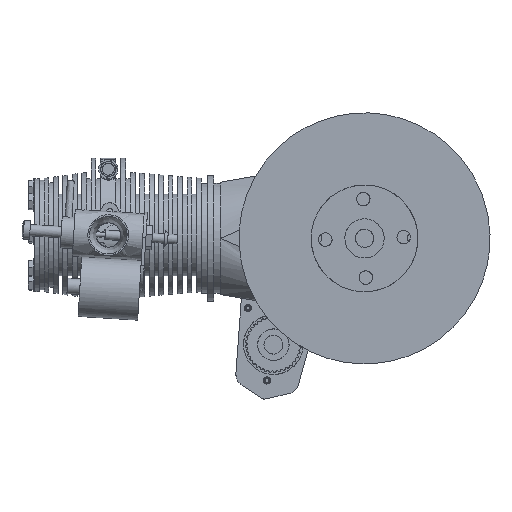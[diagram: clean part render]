
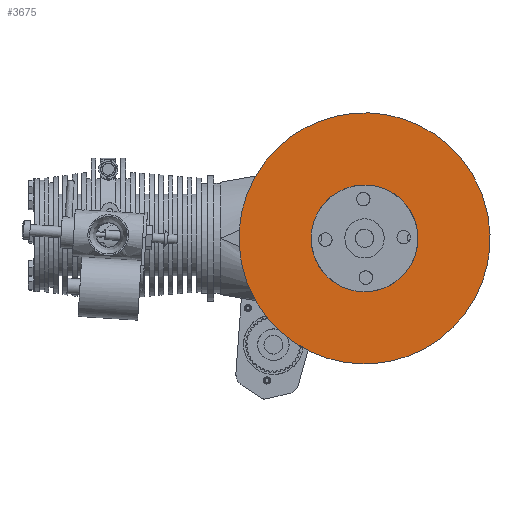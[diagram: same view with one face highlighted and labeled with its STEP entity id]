
A CAD part, left-side view. The second image highlights one B-rep face of the part: STEP entity #3675.
In plain terms, the highlighted free-form (B-spline) face has degree [1, 1] with [2, 2] control points.
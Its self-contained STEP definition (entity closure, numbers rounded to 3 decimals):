
#3534 = VERTEX_POINT('',#3535);
#3535 = CARTESIAN_POINT('',(-67.236,-5.855,
    -0.534));
#3540 = EDGE_CURVE('',#3541,#3534,#3543,.T.);
#3541 = VERTEX_POINT('',#3542);
#3542 = CARTESIAN_POINT('',(-67.236,-38.969,
    0.534));
#3543 = ( BOUNDED_CURVE() B_SPLINE_CURVE(2,(#3544,#3545,#3546,#3547,
#3548),.UNSPECIFIED.,.F.,.F.) B_SPLINE_CURVE_WITH_KNOTS((3,2,3),(0.,
1.571,3.142),.PIECEWISE_BEZIER_KNOTS.) CURVE() 
GEOMETRIC_REPRESENTATION_ITEM() RATIONAL_B_SPLINE_CURVE((1.,
0.707,1.,0.707,1.)) REPRESENTATION_ITEM('') );
#3544 = CARTESIAN_POINT('',(-67.236,-38.969,
    0.534));
#3545 = CARTESIAN_POINT('',(-67.236,-39.503,
    -16.022));
#3546 = CARTESIAN_POINT('',(-67.236,-22.947,
    -16.557));
#3547 = CARTESIAN_POINT('',(-67.236,-6.39,
    -17.091));
#3548 = CARTESIAN_POINT('',(-67.236,-5.855,
    -0.534));
#3550 = EDGE_CURVE('',#3534,#3541,#3551,.T.);
#3551 = ( BOUNDED_CURVE() B_SPLINE_CURVE(2,(#3552,#3553,#3554,#3555,
#3556),.UNSPECIFIED.,.F.,.F.) B_SPLINE_CURVE_WITH_KNOTS((3,2,3),(
    3.142,4.712,6.283),
.PIECEWISE_BEZIER_KNOTS.) CURVE() GEOMETRIC_REPRESENTATION_ITEM() 
RATIONAL_B_SPLINE_CURVE((1.,0.707,1.,0.707,1.)) 
REPRESENTATION_ITEM('') );
#3552 = CARTESIAN_POINT('',(-67.236,-5.855,
    -0.534));
#3553 = CARTESIAN_POINT('',(-67.236,-5.321,
    16.022));
#3554 = CARTESIAN_POINT('',(-67.236,-21.878,
    16.557));
#3555 = CARTESIAN_POINT('',(-67.236,-38.434,
    17.091));
#3556 = CARTESIAN_POINT('',(-67.236,-38.969,
    0.534));
#3611 = EDGE_CURVE('',#3612,#3614,#3616,.T.);
#3612 = VERTEX_POINT('',#3613);
#3613 = CARTESIAN_POINT('',(-67.236,16.545,
    -1.258));
#3614 = VERTEX_POINT('',#3615);
#3615 = CARTESIAN_POINT('',(-67.236,-61.369,
    1.258));
#3616 = ( BOUNDED_CURVE() B_SPLINE_CURVE(2,(#3617,#3618,#3619,#3620,
#3621),.UNSPECIFIED.,.F.,.F.) B_SPLINE_CURVE_WITH_KNOTS((3,2,3),(0.,
1.571,3.142),.PIECEWISE_BEZIER_KNOTS.) CURVE() 
GEOMETRIC_REPRESENTATION_ITEM() RATIONAL_B_SPLINE_CURVE((1.,
0.707,1.,0.707,1.)) REPRESENTATION_ITEM('') );
#3617 = CARTESIAN_POINT('',(-67.236,16.545,
    -1.258));
#3618 = CARTESIAN_POINT('',(-67.236,15.288,
    -40.215));
#3619 = CARTESIAN_POINT('',(-67.236,-23.67,
    -38.957));
#3620 = CARTESIAN_POINT('',(-67.236,-62.627,
    -37.7));
#3621 = CARTESIAN_POINT('',(-67.236,-61.369,
    1.258));
#3623 = EDGE_CURVE('',#3614,#3612,#3624,.T.);
#3624 = ( BOUNDED_CURVE() B_SPLINE_CURVE(2,(#3625,#3626,#3627,#3628,
#3629),.UNSPECIFIED.,.F.,.F.) B_SPLINE_CURVE_WITH_KNOTS((3,2,3),(
    3.142,4.712,6.283),
.PIECEWISE_BEZIER_KNOTS.) CURVE() GEOMETRIC_REPRESENTATION_ITEM() 
RATIONAL_B_SPLINE_CURVE((1.,0.707,1.,0.707,1.)) 
REPRESENTATION_ITEM('') );
#3625 = CARTESIAN_POINT('',(-67.236,-61.369,
    1.258));
#3626 = CARTESIAN_POINT('',(-67.236,-60.112,
    40.215));
#3627 = CARTESIAN_POINT('',(-67.236,-21.155,
    38.957));
#3628 = CARTESIAN_POINT('',(-67.236,17.803,
    37.7));
#3629 = CARTESIAN_POINT('',(-67.236,16.545,
    -1.258));
#3675 = ADVANCED_FACE('',(#3676,#3680),#3684,.T.);
#3676 = FACE_BOUND('',#3677,.T.);
#3677 = EDGE_LOOP('',(#3678,#3679));
#3678 = ORIENTED_EDGE('',*,*,#3611,.T.);
#3679 = ORIENTED_EDGE('',*,*,#3623,.T.);
#3680 = FACE_BOUND('',#3681,.T.);
#3681 = EDGE_LOOP('',(#3682,#3683));
#3682 = ORIENTED_EDGE('',*,*,#3540,.T.);
#3683 = ORIENTED_EDGE('',*,*,#3550,.T.);
#3684 = B_SPLINE_SURFACE_WITH_KNOTS('',1,1,(
    (#3685,#3686)
    ,(#3687,#3688
    )),.UNSPECIFIED.,.F.,.F.,.F.,(2,2),(2,2),(-40.,40.),(-40.,40.),
  .PIECEWISE_BEZIER_KNOTS.);
#3685 = CARTESIAN_POINT('',(-67.236,17.803,
    37.7));
#3686 = CARTESIAN_POINT('',(-67.236,-60.112,
    40.215));
#3687 = CARTESIAN_POINT('',(-67.236,15.288,
    -40.215));
#3688 = CARTESIAN_POINT('',(-67.236,-62.627,
    -37.7));
